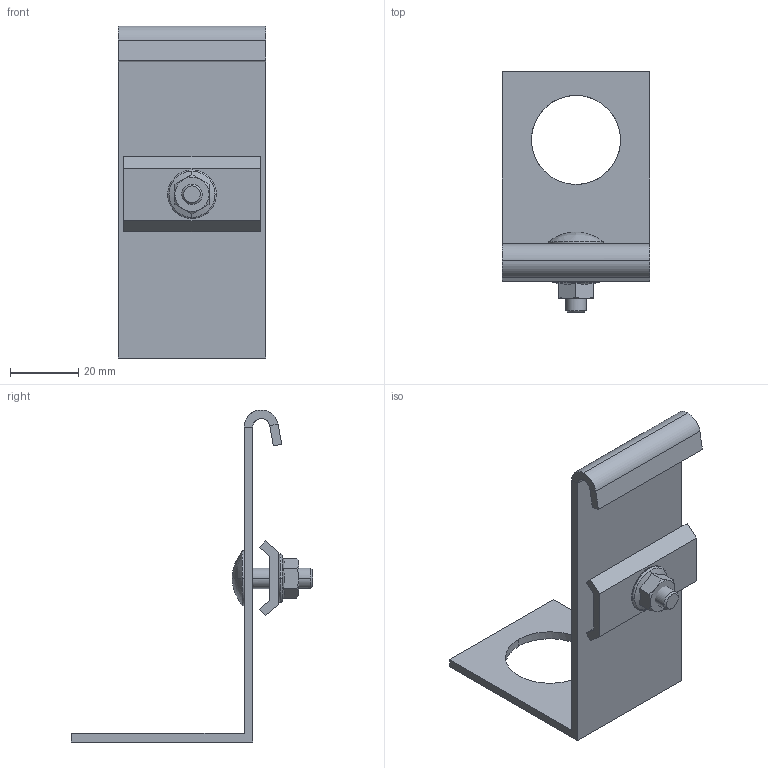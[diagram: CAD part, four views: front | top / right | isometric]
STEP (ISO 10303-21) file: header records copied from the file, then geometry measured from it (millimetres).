
FILE_DESCRIPTION(/* description */ (''),/* implementation_level */ '2;1');
FILE_NAME(/* name */ '6015433',/* time_stamp */ '2016-03-24T12:01:12+01:00',/* author */ (''),/* organization */ (''),/* preprocessor_version */ 'ST-DEVELOPER v15',/* originating_system */ '',/* authorisation */ '');
FILE_SCHEMA (('CONFIG_CONTROL_DESIGN'));
Length unit declared in the file: millimetre
Products named in the file (2): Document; Block 02
Assembly tree (1 placements, depth 2):
  Document
    Block 02
Bounding box: 43 x 70.5 x 97 mm (x, y, z)
Volume: 19646.4 mm3; surface area: 17440 mm2
Topology: 4 solids, 4 shells, 71 faces, 161 edges, 98 vertices
Faces by surface type: plane 39, bspline 32
Entity records: 2734 total; most frequent: CARTESIAN_POINT 1534, ORIENTED_EDGE 318, EDGE_CURVE 159, VERTEX_POINT 98, B_SPLINE_CURVE_WITH_KNOTS 93, EDGE_LOOP 77, ADVANCED_FACE 71, FACE_OUTER_BOUND 71
